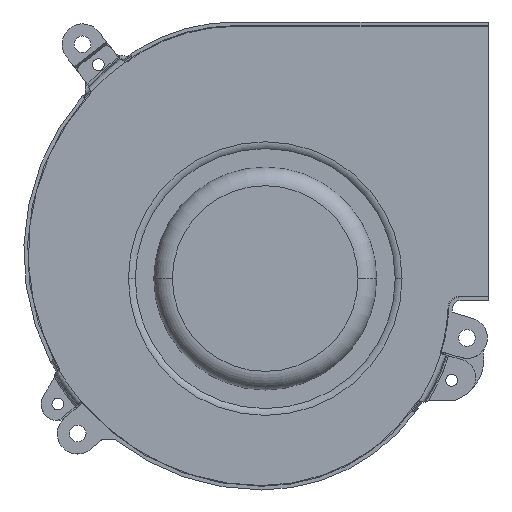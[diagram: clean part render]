
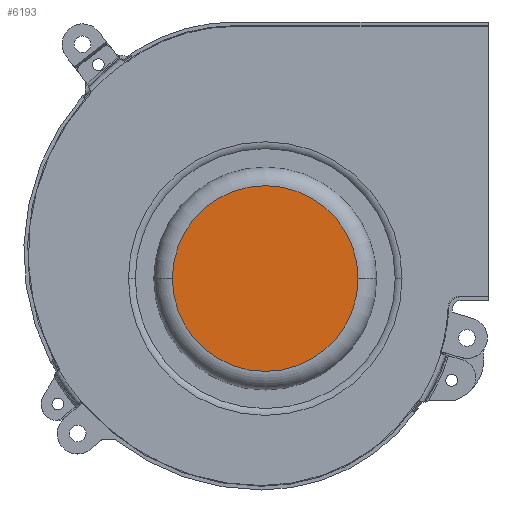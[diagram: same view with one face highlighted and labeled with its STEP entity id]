
A CAD part, top view. The second image highlights one B-rep face of the part: STEP entity #6193.
In plain terms, the highlighted planar face has unit normal (0, 0, 1).
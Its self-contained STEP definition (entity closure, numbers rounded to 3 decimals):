
#167 = EDGE_CURVE ( 'NONE', #6476, #6784, #13866, .T. ) ;
#631 = AXIS2_PLACEMENT_3D ( 'NONE', #2624, #8588, #6110 ) ;
#935 = DIRECTION ( 'NONE',  ( -1., 0., 0. ) ) ;
#1138 = CARTESIAN_POINT ( 'NONE',  ( 0., 0., 8. ) ) ;
#2624 = CARTESIAN_POINT ( 'NONE',  ( 0., 0., 8. ) ) ;
#5155 = CARTESIAN_POINT ( 'NONE',  ( 25., 0., 8. ) ) ;
#6101 = EDGE_LOOP ( 'NONE', ( #14298, #8161 ) ) ;
#6110 = DIRECTION ( 'NONE',  ( 1., 0., 0. ) ) ;
#6193 = ADVANCED_FACE ( 'NONE', ( #9625 ), #12094, .T. ) ;
#6476 = VERTEX_POINT ( 'NONE', #9187 ) ;
#6784 = VERTEX_POINT ( 'NONE', #5155 ) ;
#7430 = DIRECTION ( 'NONE',  ( 0., 0., 1. ) ) ;
#8007 = DIRECTION ( 'NONE',  ( 0., 0., 1. ) ) ;
#8161 = ORIENTED_EDGE ( 'NONE', *, *, #10281, .T. ) ;
#8588 = DIRECTION ( 'NONE',  ( 0., 0., 1. ) ) ;
#8722 = DIRECTION ( 'NONE',  ( 1., 0., 0. ) ) ;
#8771 = CARTESIAN_POINT ( 'NONE',  ( 0., 0., 8. ) ) ;
#9187 = CARTESIAN_POINT ( 'NONE',  ( -25., 0., 8. ) ) ;
#9625 = FACE_OUTER_BOUND ( 'NONE', #6101, .T. ) ;
#9698 = AXIS2_PLACEMENT_3D ( 'NONE', #8771, #7430, #8722 ) ;
#10281 = EDGE_CURVE ( 'NONE', #6784, #6476, #11972, .T. ) ;
#11709 = AXIS2_PLACEMENT_3D ( 'NONE', #1138, #8007, #935 ) ;
#11972 = CIRCLE ( 'NONE', #9698, 25. ) ;
#12094 = PLANE ( 'NONE',  #631 ) ;
#13866 = CIRCLE ( 'NONE', #11709, 25. ) ;
#14298 = ORIENTED_EDGE ( 'NONE', *, *, #167, .T. ) ;
